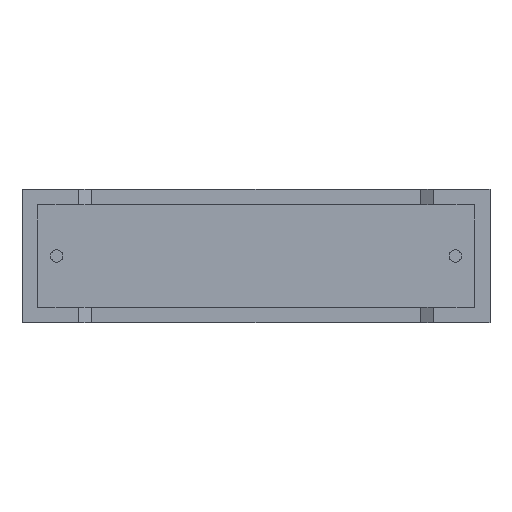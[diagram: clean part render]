
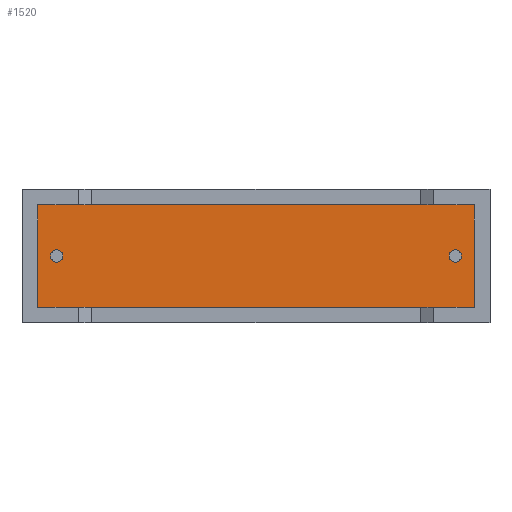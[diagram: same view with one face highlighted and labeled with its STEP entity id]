
A CAD part, front view. The second image highlights one B-rep face of the part: STEP entity #1520.
In plain terms, the highlighted planar face has unit normal (0, -1, 0).
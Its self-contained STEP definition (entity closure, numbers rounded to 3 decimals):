
#91 = CARTESIAN_POINT ( 'NONE',  ( 29.9, 0.75, 4.6 ) ) ;
#109 = EDGE_CURVE ( 'NONE', #678, #2536, #1801, .T. ) ;
#142 = AXIS2_PLACEMENT_3D ( 'NONE', #1365, #1595, #398 ) ;
#143 = EDGE_LOOP ( 'NONE', ( #1453, #1042 ) ) ;
#145 = ORIENTED_EDGE ( 'NONE', *, *, #1764, .F. ) ;
#219 = LINE ( 'NONE', #3053, #2660 ) ;
#230 = VERTEX_POINT ( 'NONE', #531 ) ;
#354 = FACE_BOUND ( 'NONE', #143, .T. ) ;
#398 = DIRECTION ( 'NONE',  ( 0., 0., -1. ) ) ;
#420 = VERTEX_POINT ( 'NONE', #2486 ) ;
#451 = EDGE_LOOP ( 'NONE', ( #2541, #2630, #1218, #1318 ) ) ;
#461 = AXIS2_PLACEMENT_3D ( 'NONE', #1896, #1363, #699 ) ;
#516 = CARTESIAN_POINT ( 'NONE',  ( 1.077, 0.75, 1.077 ) ) ;
#531 = CARTESIAN_POINT ( 'NONE',  ( 31.223, 0.75, 1.077 ) ) ;
#537 = LINE ( 'NONE', #2913, #677 ) ;
#570 = FACE_OUTER_BOUND ( 'NONE', #451, .T. ) ;
#668 = DIRECTION ( 'NONE',  ( 0., 0., -1. ) ) ;
#677 = VECTOR ( 'NONE', #1512, 1000. ) ;
#678 = VERTEX_POINT ( 'NONE', #1919 ) ;
#699 = DIRECTION ( 'NONE',  ( 0., 0., -1. ) ) ;
#816 = EDGE_CURVE ( 'NONE', #230, #2573, #1803, .T. ) ;
#823 = AXIS2_PLACEMENT_3D ( 'NONE', #2940, #2257, #2746 ) ;
#868 = VECTOR ( 'NONE', #1761, 1000. ) ;
#947 = EDGE_CURVE ( 'NONE', #2573, #2580, #219, .T. ) ;
#1042 = ORIENTED_EDGE ( 'NONE', *, *, #1859, .F. ) ;
#1075 = CARTESIAN_POINT ( 'NONE',  ( 1.077, 0.75, 8.123 ) ) ;
#1120 = EDGE_LOOP ( 'NONE', ( #2790, #145 ) ) ;
#1218 = ORIENTED_EDGE ( 'NONE', *, *, #816, .T. ) ;
#1220 = CARTESIAN_POINT ( 'NONE',  ( 29.9, 0.75, 5.025 ) ) ;
#1318 = ORIENTED_EDGE ( 'NONE', *, *, #947, .T. ) ;
#1363 = DIRECTION ( 'NONE',  ( 0., -1., 0. ) ) ;
#1365 = CARTESIAN_POINT ( 'NONE',  ( 0., 0.75, 0. ) ) ;
#1453 = ORIENTED_EDGE ( 'NONE', *, *, #109, .F. ) ;
#1512 = DIRECTION ( 'NONE',  ( 0., 0., -1. ) ) ;
#1520 = ADVANCED_FACE ( 'NONE', ( #1781, #570, #354 ), #2248, .T. ) ;
#1565 = CARTESIAN_POINT ( 'NONE',  ( 31.223, 0.75, 1.077 ) ) ;
#1595 = DIRECTION ( 'NONE',  ( 0., -1., 0. ) ) ;
#1691 = CIRCLE ( 'NONE', #823, 0.425 ) ;
#1761 = DIRECTION ( 'NONE',  ( 0., 0., 1. ) ) ;
#1764 = EDGE_CURVE ( 'NONE', #420, #2885, #1691, .T. ) ;
#1766 = CARTESIAN_POINT ( 'NONE',  ( 31.223, 0.75, 8.123 ) ) ;
#1781 = FACE_BOUND ( 'NONE', #1120, .T. ) ;
#1801 = CIRCLE ( 'NONE', #461, 0.425 ) ;
#1803 = LINE ( 'NONE', #1565, #868 ) ;
#1859 = EDGE_CURVE ( 'NONE', #2536, #678, #2616, .T. ) ;
#1869 = CARTESIAN_POINT ( 'NONE',  ( 2.4, 0.75, 4.6 ) ) ;
#1896 = CARTESIAN_POINT ( 'NONE',  ( 2.4, 0.75, 4.6 ) ) ;
#1919 = CARTESIAN_POINT ( 'NONE',  ( 2.4, 0.75, 5.025 ) ) ;
#1931 = VECTOR ( 'NONE', #2625, 1000. ) ;
#2042 = EDGE_CURVE ( 'NONE', #2580, #2346, #537, .T. ) ;
#2061 = EDGE_CURVE ( 'NONE', #2885, #420, #2917, .T. ) ;
#2095 = DIRECTION ( 'NONE',  ( 0., -1., 0. ) ) ;
#2151 = DIRECTION ( 'NONE',  ( 0., 0., -1. ) ) ;
#2248 = PLANE ( 'NONE',  #142 ) ;
#2257 = DIRECTION ( 'NONE',  ( 0., -1., 0. ) ) ;
#2346 = VERTEX_POINT ( 'NONE', #2627 ) ;
#2368 = AXIS2_PLACEMENT_3D ( 'NONE', #91, #2636, #2151 ) ;
#2486 = CARTESIAN_POINT ( 'NONE',  ( 29.9, 0.75, 4.175 ) ) ;
#2536 = VERTEX_POINT ( 'NONE', #2736 ) ;
#2541 = ORIENTED_EDGE ( 'NONE', *, *, #2042, .T. ) ;
#2573 = VERTEX_POINT ( 'NONE', #1766 ) ;
#2580 = VERTEX_POINT ( 'NONE', #1075 ) ;
#2616 = CIRCLE ( 'NONE', #2755, 0.425 ) ;
#2625 = DIRECTION ( 'NONE',  ( 1., 0., 0. ) ) ;
#2627 = CARTESIAN_POINT ( 'NONE',  ( 1.077, 0.75, 1.077 ) ) ;
#2630 = ORIENTED_EDGE ( 'NONE', *, *, #2771, .T. ) ;
#2636 = DIRECTION ( 'NONE',  ( 0., -1., 0. ) ) ;
#2660 = VECTOR ( 'NONE', #2836, 1000. ) ;
#2736 = CARTESIAN_POINT ( 'NONE',  ( 2.4, 0.75, 4.175 ) ) ;
#2746 = DIRECTION ( 'NONE',  ( 0., 0., -1. ) ) ;
#2755 = AXIS2_PLACEMENT_3D ( 'NONE', #1869, #2095, #668 ) ;
#2771 = EDGE_CURVE ( 'NONE', #2346, #230, #2902, .T. ) ;
#2790 = ORIENTED_EDGE ( 'NONE', *, *, #2061, .F. ) ;
#2836 = DIRECTION ( 'NONE',  ( -1., 0., 0. ) ) ;
#2885 = VERTEX_POINT ( 'NONE', #1220 ) ;
#2902 = LINE ( 'NONE', #516, #1931 ) ;
#2913 = CARTESIAN_POINT ( 'NONE',  ( 1.077, 0.75, 8.123 ) ) ;
#2917 = CIRCLE ( 'NONE', #2368, 0.425 ) ;
#2940 = CARTESIAN_POINT ( 'NONE',  ( 29.9, 0.75, 4.6 ) ) ;
#3053 = CARTESIAN_POINT ( 'NONE',  ( 31.223, 0.75, 8.123 ) ) ;
